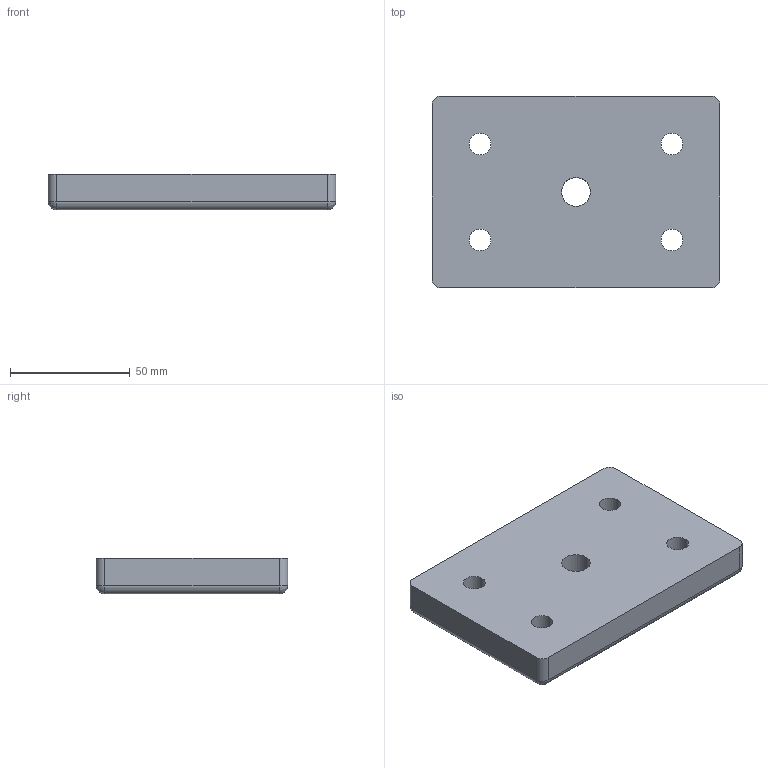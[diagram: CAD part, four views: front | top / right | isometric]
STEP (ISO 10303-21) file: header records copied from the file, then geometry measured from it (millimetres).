
FILE_DESCRIPTION((''),'2;1');
FILE_NAME('SZ0272V.stp','2009-07-27T13:40:15',(''),(''),'Mechanical Desktop 2007','Mechanical Desktop 2007',', , ');
FILE_SCHEMA(('CONFIG_CONTROL_DESIGN'));
Length unit declared in the file: millimetre
Products named in the file (1): SZ0272V
Bounding box: 120 x 80 x 15 mm (x, y, z)
Volume: 133413.8 mm3; surface area: 26666.2 mm2
Topology: 1 solids, 1 shells, 40 faces, 94 edges, 56 vertices
Faces by surface type: bspline 38, cylinder 2
Entity records: 1645 total; most frequent: CARTESIAN_POINT 729, ORIENTED_EDGE 180, DIRECTION 148, EDGE_CURVE 90, VERTEX_POINT 56, AXIS2_PLACEMENT_3D 55, EDGE_LOOP 54, CIRCLE 52
